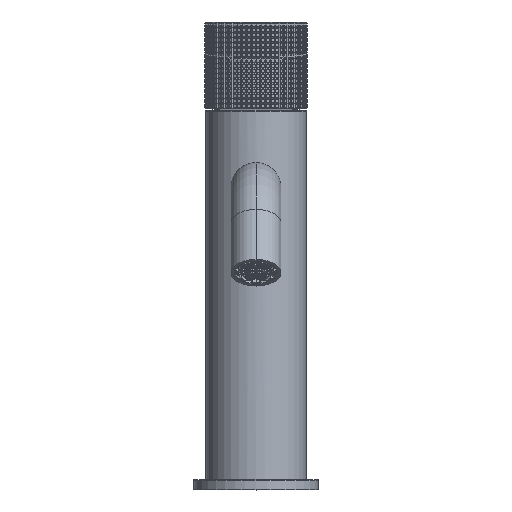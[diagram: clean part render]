
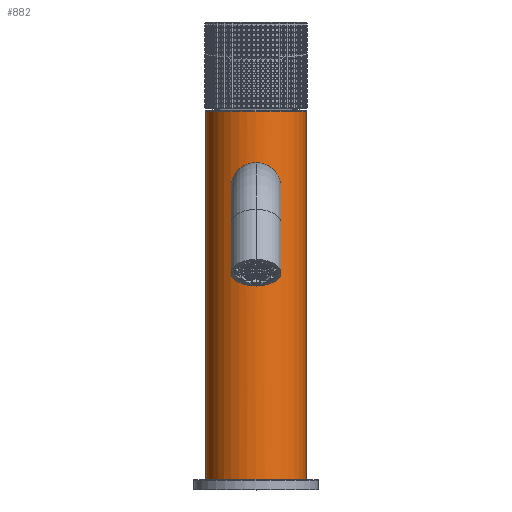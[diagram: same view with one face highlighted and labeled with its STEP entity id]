
A CAD part, top view. The second image highlights one B-rep face of the part: STEP entity #882.
In plain terms, the highlighted cylindrical face has radius 20.1 mm (diameter 40.2 mm), a partial arc.
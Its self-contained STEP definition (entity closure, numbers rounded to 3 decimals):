
#152=CARTESIAN_POINT('',(4.5,117.,19.59));
#153=CARTESIAN_POINT('',(4.5,117.365,19.59));
#154=CARTESIAN_POINT('',(4.414,118.073,19.61));
#155=CARTESIAN_POINT('',(4.03,119.101,19.694));
#156=CARTESIAN_POINT('',(3.404,120.011,19.814));
#157=CARTESIAN_POINT('',(2.575,120.745,19.941));
#158=CARTESIAN_POINT('',(1.6,121.253,20.045));
#159=CARTESIAN_POINT('',(0.542,121.511,20.102));
#160=CARTESIAN_POINT('',(-0.542,121.511,20.102));
#161=CARTESIAN_POINT('',(-1.6,121.253,20.045));
#162=CARTESIAN_POINT('',(-2.575,120.745,19.941));
#163=CARTESIAN_POINT('',(-3.404,120.011,19.814));
#164=CARTESIAN_POINT('',(-4.03,119.101,19.694));
#165=CARTESIAN_POINT('',(-4.414,118.073,19.61));
#166=CARTESIAN_POINT('',(-4.5,117.365,19.59));
#167=CARTESIAN_POINT('',(-4.5,117.,19.59));
#169=CARTESIAN_POINT('',(-4.5,117.,19.59));
#170=CARTESIAN_POINT('',(-4.5,116.635,19.59));
#171=CARTESIAN_POINT('',(-4.414,115.927,19.61));
#172=CARTESIAN_POINT('',(-4.03,114.899,19.694));
#173=CARTESIAN_POINT('',(-3.404,113.989,19.814));
#174=CARTESIAN_POINT('',(-2.575,113.255,19.941));
#175=CARTESIAN_POINT('',(-1.6,112.747,20.045));
#176=CARTESIAN_POINT('',(-0.542,112.489,20.102));
#177=CARTESIAN_POINT('',(0.542,112.489,20.102));
#178=CARTESIAN_POINT('',(1.6,112.747,20.045));
#179=CARTESIAN_POINT('',(2.575,113.255,19.941));
#180=CARTESIAN_POINT('',(3.404,113.989,19.814));
#181=CARTESIAN_POINT('',(4.03,114.899,19.694));
#182=CARTESIAN_POINT('',(4.414,115.927,19.61));
#183=CARTESIAN_POINT('',(4.5,116.635,19.59));
#184=CARTESIAN_POINT('',(4.5,117.,19.59));
#186=CARTESIAN_POINT('',(0.,147.8,0.));
#187=DIRECTION('',(0.,-1.,0.));
#188=DIRECTION('',(1.,0.,0.));
#189=AXIS2_PLACEMENT_3D('',#186,#187,#188);
#191=CARTESIAN_POINT('',(0.,0.2,0.));
#192=DIRECTION('',(0.,-1.,0.));
#193=DIRECTION('',(1.,0.,0.));
#194=AXIS2_PLACEMENT_3D('',#191,#192,#193);
#489=DIRECTION('',(0.,-1.,0.));
#490=VECTOR('',#489,147.6);
#491=CARTESIAN_POINT('',(-20.1,147.8,0.));
#492=LINE('',#491,#490);
#498=DIRECTION('',(0.,-1.,0.));
#499=VECTOR('',#498,147.6);
#500=CARTESIAN_POINT('',(20.1,147.8,0.));
#501=LINE('',#500,#499);
#616=VERTEX_POINT('',#152);
#617=VERTEX_POINT('',#167);
#622=CARTESIAN_POINT('',(-20.1,147.8,0.));
#623=CARTESIAN_POINT('',(20.1,147.8,0.));
#624=VERTEX_POINT('',#622);
#625=VERTEX_POINT('',#623);
#634=CARTESIAN_POINT('',(-20.1,0.2,0.));
#635=CARTESIAN_POINT('',(20.1,0.2,0.));
#636=VERTEX_POINT('',#634);
#637=VERTEX_POINT('',#635);
#862=CARTESIAN_POINT('',(0.,-7.4,0.));
#863=DIRECTION('',(0.,1.,0.));
#864=DIRECTION('',(1.,0.,0.));
#865=AXIS2_PLACEMENT_3D('',#862,#863,#864);
#866=CYLINDRICAL_SURFACE('',#865,20.1);
#868=ORIENTED_EDGE('',*,*,#867,.F.);
#870=ORIENTED_EDGE('',*,*,#869,.T.);
#872=ORIENTED_EDGE('',*,*,#871,.T.);
#874=ORIENTED_EDGE('',*,*,#873,.F.);
#875=EDGE_LOOP('',(#868,#870,#872,#874));
#876=FACE_OUTER_BOUND('',#875,.F.);
#877=ORIENTED_EDGE('',*,*,#848,.T.);
#879=ORIENTED_EDGE('',*,*,#878,.T.);
#880=EDGE_LOOP('',(#877,#879));
#881=FACE_BOUND('',#880,.F.);
#882=ADVANCED_FACE('',(#876,#881),#866,.T.);
#168=B_SPLINE_CURVE_WITH_KNOTS('',3,(#152,#153,#154,#155,#156,#157,#158,#159,
#160,#161,#162,#163,#164,#165,#166,#167),.UNSPECIFIED.,.F.,.F.,(4,1,1,1,1,1,1,1,
1,1,1,1,1,4),(0.,0.077,0.154,0.231,
0.308,0.385,0.462,0.538,
0.615,0.692,0.769,0.846,
0.923,1.),.UNSPECIFIED.);
#185=B_SPLINE_CURVE_WITH_KNOTS('',3,(#169,#170,#171,#172,#173,#174,#175,#176,
#177,#178,#179,#180,#181,#182,#183,#184),.UNSPECIFIED.,.F.,.F.,(4,1,1,1,1,1,1,1,
1,1,1,1,1,4),(0.,0.077,0.154,0.231,
0.308,0.385,0.462,0.538,
0.615,0.692,0.769,0.846,
0.923,1.),.UNSPECIFIED.);
#190=CIRCLE('',#189,20.1);
#195=CIRCLE('',#194,20.1);
#848=EDGE_CURVE('',#616,#617,#168,.T.);
#867=EDGE_CURVE('',#625,#624,#190,.T.);
#869=EDGE_CURVE('',#625,#637,#501,.T.);
#871=EDGE_CURVE('',#637,#636,#195,.T.);
#873=EDGE_CURVE('',#624,#636,#492,.T.);
#878=EDGE_CURVE('',#617,#616,#185,.T.);
